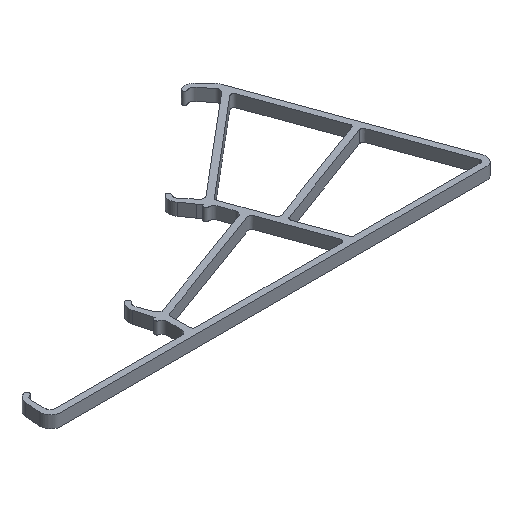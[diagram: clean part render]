
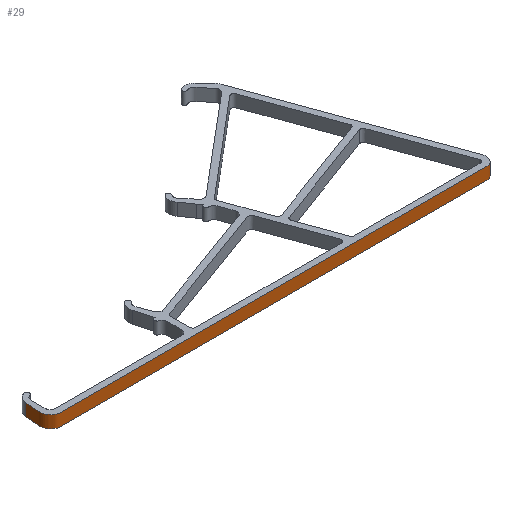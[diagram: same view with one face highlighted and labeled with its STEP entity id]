
A CAD part, isometric view. The second image highlights one B-rep face of the part: STEP entity #29.
In plain terms, the highlighted free-form (B-spline) face has degree [2, 1] with [23, 2] control points.
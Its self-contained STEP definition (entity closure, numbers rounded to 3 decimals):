
#29=ADVANCED_FACE($,(#60),#364,.T.);
#60=FACE_OUTER_BOUND($,#91,.T.);
#91=EDGE_LOOP($,(#199,#200,#201,#202));
#199=ORIENTED_EDGE($,*,*,#293,.T.);
#200=ORIENTED_EDGE($,*,*,#277,.T.);
#201=ORIENTED_EDGE($,*,*,#292,.F.);
#202=ORIENTED_EDGE($,*,*,#261,.F.);
#261=EDGE_CURVE($,#326,#325,#392,.T.);
#277=EDGE_CURVE($,#342,#341,#405,.T.);
#292=EDGE_CURVE($,#325,#341,#437,.T.);
#293=EDGE_CURVE($,#326,#342,#438,.T.);
#325=VERTEX_POINT($,#1390);
#326=VERTEX_POINT($,#1391);
#341=VERTEX_POINT($,#1406);
#342=VERTEX_POINT($,#1407);
#364=(
BOUNDED_SURFACE()
B_SPLINE_SURFACE(2,1,((#1179,#1180),(#1181,#1182),(#1183,#1184),(#1185,#1186),
(#1187,#1188),(#1189,#1190),(#1191,#1192),(#1193,#1194),(#1195,#1196),(#1197,
#1198),(#1199,#1200),(#1201,#1202),(#1203,#1204),(#1205,#1206),(#1207,#1208),
(#1209,#1210),(#1211,#1212),(#1213,#1214),(#1215,#1216),(#1217,#1218),(#1219,
#1220),(#1221,#1222),(#1223,#1224)),.UNSPECIFIED.,.F.,.F.,.F.)
B_SPLINE_SURFACE_WITH_KNOTS((3,2,2,2,2,2,2,2,2,2,2,3),(2,2),(-133.021,
-128.509,-125.371,-124.619,-123.048,-85.164,
-82.284,-79.404,-78.228,-77.669,
-77.35,-72.838),(0.,4.),.UNSPECIFIED.)
GEOMETRIC_REPRESENTATION_ITEM()
RATIONAL_B_SPLINE_SURFACE(((1.,1.),(1.,1.),(1.,1.),(0.906,0.906),
(1.,1.),(1.,1.),(1.,1.),(0.924,0.924),(1.,1.),(1.,
1.),(1.,1.),(0.887,0.887),(1.,1.),(0.887,
0.887),(1.,1.),(1.,1.),(1.,1.),(1.004,1.004),
(1.039,1.039),(1.047,1.047),
(1.057,1.057),(1.057,1.057),
(1.057,1.057)))
REPRESENTATION_ITEM($)
SURFACE()
);
#392=(
BOUNDED_CURVE()
B_SPLINE_CURVE(2,(#705,#706,#707,#708,#709,#710,#711,#712,#713,#714,#715,
#716,#717,#718,#719,#720,#721,#722,#723,#724,#725,#726,#727),.UNSPECIFIED.,
.F.,.F.)
B_SPLINE_CURVE_WITH_KNOTS((3,2,2,2,2,2,2,2,2,2,2,3),(72.838,77.35,
77.669,78.228,79.404,82.284,85.164,
123.048,124.619,125.371,128.509,133.021),
.UNSPECIFIED.)
CURVE()
GEOMETRIC_REPRESENTATION_ITEM()
RATIONAL_B_SPLINE_CURVE((1.,1.,1.,0.991,0.983,0.95,
0.946,0.946,0.946,0.839,
0.946,0.839,0.946,0.946,
0.946,0.874,0.946,0.946,
0.946,0.858,0.946,0.973,
1.))
REPRESENTATION_ITEM($)
);
#405=(
BOUNDED_CURVE()
B_SPLINE_CURVE(2,(#836,#837,#838,#839,#840,#841,#842,#843,#844,#845,#846,
#847,#848,#849,#850,#851,#852,#853,#854,#855,#856,#857,#858),.UNSPECIFIED.,
.F.,.F.)
B_SPLINE_CURVE_WITH_KNOTS((3,2,2,2,2,2,2,2,2,2,2,3),(72.838,77.35,
77.669,78.228,79.404,82.284,85.164,
123.048,124.619,125.371,128.509,133.021),
.UNSPECIFIED.)
CURVE()
GEOMETRIC_REPRESENTATION_ITEM()
RATIONAL_B_SPLINE_CURVE((1.,1.,1.,0.991,0.983,0.95,
0.946,0.946,0.946,0.839,
0.946,0.839,0.946,0.946,
0.946,0.874,0.946,0.946,
0.946,0.858,0.946,0.973,
1.))
REPRESENTATION_ITEM($)
);
#437=B_SPLINE_CURVE_WITH_KNOTS($,1,(#911,#912),.UNSPECIFIED.,.F.,.F.,(2,
2),(0.,4.),.UNSPECIFIED.);
#438=B_SPLINE_CURVE_WITH_KNOTS($,1,(#913,#914),.UNSPECIFIED.,.F.,.F.,(2,
2),(0.,4.),.UNSPECIFIED.);
#705=CARTESIAN_POINT($,(116.148,69.561,-4.));
#706=CARTESIAN_POINT($,(117.742,67.965,-4.));
#707=CARTESIAN_POINT($,(119.336,66.368,-4.));
#708=CARTESIAN_POINT($,(119.446,66.258,-4.));
#709=CARTESIAN_POINT($,(119.546,66.139,-4.));
#710=CARTESIAN_POINT($,(119.954,65.652,-4.));
#711=CARTESIAN_POINT($,(120.171,65.056,-4.));
#712=CARTESIAN_POINT($,(131.641,33.541,-4.));
#713=CARTESIAN_POINT($,(143.112,2.026,-4.));
#714=CARTESIAN_POINT($,(143.646,0.559,-4.));
#715=CARTESIAN_POINT($,(142.75,-0.721,-4.));
#716=CARTESIAN_POINT($,(141.854,-2.,-4.));
#717=CARTESIAN_POINT($,(140.293,-2.,-4.));
#718=CARTESIAN_POINT($,(70.146,-2.,-4.));
#719=CARTESIAN_POINT($,(0.,-2.,-4.));
#720=CARTESIAN_POINT($,(-0.828,-2.,-4.));
#721=CARTESIAN_POINT($,(-1.414,-1.414,-4.));
#722=CARTESIAN_POINT($,(-1.68,-1.149,-4.));
#723=CARTESIAN_POINT($,(-1.946,-0.883,-4.));
#724=CARTESIAN_POINT($,(-3.131,0.303,-4.));
#725=CARTESIAN_POINT($,(-2.987,1.974,-4.));
#726=CARTESIAN_POINT($,(-2.792,4.221,-4.));
#727=CARTESIAN_POINT($,(-2.597,6.469,-4.));
#836=CARTESIAN_POINT($,(116.148,69.561,0.));
#837=CARTESIAN_POINT($,(117.742,67.965,0.));
#838=CARTESIAN_POINT($,(119.336,66.368,0.));
#839=CARTESIAN_POINT($,(119.446,66.258,0.));
#840=CARTESIAN_POINT($,(119.546,66.139,0.));
#841=CARTESIAN_POINT($,(119.954,65.652,0.));
#842=CARTESIAN_POINT($,(120.171,65.056,0.));
#843=CARTESIAN_POINT($,(131.641,33.541,0.));
#844=CARTESIAN_POINT($,(143.112,2.026,0.));
#845=CARTESIAN_POINT($,(143.646,0.559,0.));
#846=CARTESIAN_POINT($,(142.75,-0.721,0.));
#847=CARTESIAN_POINT($,(141.854,-2.,0.));
#848=CARTESIAN_POINT($,(140.293,-2.,0.));
#849=CARTESIAN_POINT($,(70.146,-2.,0.));
#850=CARTESIAN_POINT($,(0.,-2.,0.));
#851=CARTESIAN_POINT($,(-0.828,-2.,0.));
#852=CARTESIAN_POINT($,(-1.414,-1.414,0.));
#853=CARTESIAN_POINT($,(-1.68,-1.149,0.));
#854=CARTESIAN_POINT($,(-1.946,-0.883,0.));
#855=CARTESIAN_POINT($,(-3.131,0.303,0.));
#856=CARTESIAN_POINT($,(-2.987,1.974,0.));
#857=CARTESIAN_POINT($,(-2.792,4.221,0.));
#858=CARTESIAN_POINT($,(-2.597,6.469,0.));
#911=CARTESIAN_POINT($,(-2.597,6.469,-4.));
#912=CARTESIAN_POINT($,(-2.597,6.469,0.));
#913=CARTESIAN_POINT($,(116.148,69.561,-4.));
#914=CARTESIAN_POINT($,(116.148,69.561,0.));
#1179=CARTESIAN_POINT($,(-2.597,6.469,-4.));
#1180=CARTESIAN_POINT($,(-2.597,6.469,0.));
#1181=CARTESIAN_POINT($,(-2.792,4.221,-4.));
#1182=CARTESIAN_POINT($,(-2.792,4.221,0.));
#1183=CARTESIAN_POINT($,(-2.987,1.974,-4.));
#1184=CARTESIAN_POINT($,(-2.987,1.974,0.));
#1185=CARTESIAN_POINT($,(-3.131,0.303,-4.));
#1186=CARTESIAN_POINT($,(-3.131,0.303,0.));
#1187=CARTESIAN_POINT($,(-1.946,-0.883,-4.));
#1188=CARTESIAN_POINT($,(-1.946,-0.883,0.));
#1189=CARTESIAN_POINT($,(-1.68,-1.149,-4.));
#1190=CARTESIAN_POINT($,(-1.68,-1.149,0.));
#1191=CARTESIAN_POINT($,(-1.414,-1.414,-4.));
#1192=CARTESIAN_POINT($,(-1.414,-1.414,0.));
#1193=CARTESIAN_POINT($,(-0.828,-2.,-4.));
#1194=CARTESIAN_POINT($,(-0.828,-2.,0.));
#1195=CARTESIAN_POINT($,(0.,-2.,-4.));
#1196=CARTESIAN_POINT($,(0.,-2.,0.));
#1197=CARTESIAN_POINT($,(70.146,-2.,-4.));
#1198=CARTESIAN_POINT($,(70.146,-2.,0.));
#1199=CARTESIAN_POINT($,(140.293,-2.,-4.));
#1200=CARTESIAN_POINT($,(140.293,-2.,0.));
#1201=CARTESIAN_POINT($,(141.854,-2.,-4.));
#1202=CARTESIAN_POINT($,(141.854,-2.,0.));
#1203=CARTESIAN_POINT($,(142.75,-0.721,-4.));
#1204=CARTESIAN_POINT($,(142.75,-0.721,0.));
#1205=CARTESIAN_POINT($,(143.646,0.559,-4.));
#1206=CARTESIAN_POINT($,(143.646,0.559,0.));
#1207=CARTESIAN_POINT($,(143.112,2.026,-4.));
#1208=CARTESIAN_POINT($,(143.112,2.026,0.));
#1209=CARTESIAN_POINT($,(131.641,33.541,-4.));
#1210=CARTESIAN_POINT($,(131.641,33.541,0.));
#1211=CARTESIAN_POINT($,(120.171,65.056,-4.));
#1212=CARTESIAN_POINT($,(120.171,65.056,0.));
#1213=CARTESIAN_POINT($,(119.954,65.652,-4.));
#1214=CARTESIAN_POINT($,(119.954,65.652,0.));
#1215=CARTESIAN_POINT($,(119.546,66.139,-4.));
#1216=CARTESIAN_POINT($,(119.546,66.139,0.));
#1217=CARTESIAN_POINT($,(119.446,66.258,-4.));
#1218=CARTESIAN_POINT($,(119.446,66.258,0.));
#1219=CARTESIAN_POINT($,(119.336,66.368,-4.));
#1220=CARTESIAN_POINT($,(119.336,66.368,0.));
#1221=CARTESIAN_POINT($,(117.742,67.965,-4.));
#1222=CARTESIAN_POINT($,(117.742,67.965,0.));
#1223=CARTESIAN_POINT($,(116.148,69.561,-4.));
#1224=CARTESIAN_POINT($,(116.148,69.561,0.));
#1390=CARTESIAN_POINT($,(-2.597,6.469,-4.));
#1391=CARTESIAN_POINT($,(116.148,69.561,-4.));
#1406=CARTESIAN_POINT($,(-2.597,6.469,0.));
#1407=CARTESIAN_POINT($,(116.148,69.561,0.));
